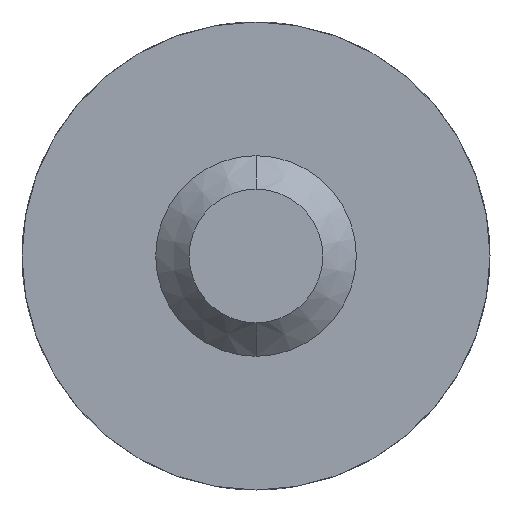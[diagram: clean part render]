
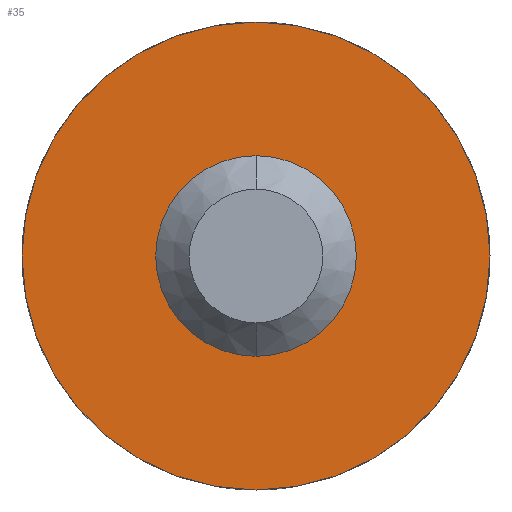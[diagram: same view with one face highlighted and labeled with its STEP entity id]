
A CAD part, front view. The second image highlights one B-rep face of the part: STEP entity #35.
In plain terms, the highlighted planar face has unit normal (0, -1, 0).
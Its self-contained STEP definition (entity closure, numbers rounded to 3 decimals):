
#33 = EDGE_LOOP ( 'NONE', ( #44, #49 ) ) ;
#35 = ADVANCED_FACE ( 'NONE', ( #408, #417 ), #316, .T. ) ;
#39 = EDGE_CURVE ( 'NONE', #199, #113, #422, .T. ) ;
#41 = EDGE_CURVE ( 'NONE', #132, #130, #357, .T. ) ;
#43 = ORIENTED_EDGE ( 'NONE', *, *, #41, .F. ) ;
#44 = ORIENTED_EDGE ( 'NONE', *, *, #157, .T. ) ;
#48 = ORIENTED_EDGE ( 'NONE', *, *, #205, .F. ) ;
#49 = ORIENTED_EDGE ( 'NONE', *, *, #39, .T. ) ;
#50 = EDGE_LOOP ( 'NONE', ( #48, #43 ) ) ;
#113 = VERTEX_POINT ( 'NONE', #578 ) ;
#130 = VERTEX_POINT ( 'NONE', #496 ) ;
#132 = VERTEX_POINT ( 'NONE', #526 ) ;
#157 = EDGE_CURVE ( 'NONE', #113, #199, #591, .T. ) ;
#199 = VERTEX_POINT ( 'NONE', #617 ) ;
#205 = EDGE_CURVE ( 'NONE', #130, #132, #641, .T. ) ;
#316 = PLANE ( 'NONE',  #392 ) ;
#351 = CARTESIAN_POINT ( 'NONE',  ( 0., -0.856, 0. ) ) ;
#357 = CIRCLE ( 'NONE', #385, 3.5 ) ;
#364 = DIRECTION ( 'NONE',  ( 0., -1., 0. ) ) ;
#365 = AXIS2_PLACEMENT_3D ( 'NONE', #421, #420, #419 ) ;
#385 = AXIS2_PLACEMENT_3D ( 'NONE', #351, #397, #396 ) ;
#392 = AXIS2_PLACEMENT_3D ( 'NONE', #439, #364, #416 ) ;
#396 = DIRECTION ( 'NONE',  ( 0., 0., 1. ) ) ;
#397 = DIRECTION ( 'NONE',  ( 0., 1., 0. ) ) ;
#408 = FACE_BOUND ( 'NONE', #33, .T. ) ;
#416 = DIRECTION ( 'NONE',  ( 0., 0., -1. ) ) ;
#417 = FACE_OUTER_BOUND ( 'NONE', #50, .T. ) ;
#419 = DIRECTION ( 'NONE',  ( 0., 0., 1. ) ) ;
#420 = DIRECTION ( 'NONE',  ( 0., 1., 0. ) ) ;
#421 = CARTESIAN_POINT ( 'NONE',  ( 0., -0.856, 0. ) ) ;
#422 = CIRCLE ( 'NONE', #365, 1.2 ) ;
#439 = CARTESIAN_POINT ( 'NONE',  ( -1.2, -0.856, 0. ) ) ;
#489 = DIRECTION ( 'NONE',  ( 0., 1., 0. ) ) ;
#490 = CARTESIAN_POINT ( 'NONE',  ( 0., -0.856, 0. ) ) ;
#496 = CARTESIAN_POINT ( 'NONE',  ( 0., -0.856, 3.5 ) ) ;
#511 = DIRECTION ( 'NONE',  ( 0., 0., 1. ) ) ;
#526 = CARTESIAN_POINT ( 'NONE',  ( 0., -0.856, -3.5 ) ) ;
#541 = AXIS2_PLACEMENT_3D ( 'NONE', #490, #489, #511 ) ;
#578 = CARTESIAN_POINT ( 'NONE',  ( 0., -0.856, 1.2 ) ) ;
#591 = CIRCLE ( 'NONE', #541, 1.2 ) ;
#617 = CARTESIAN_POINT ( 'NONE',  ( 0., -0.856, -1.2 ) ) ;
#624 = CARTESIAN_POINT ( 'NONE',  ( 0., -0.856, 0. ) ) ;
#628 = DIRECTION ( 'NONE',  ( 0., 0., 1. ) ) ;
#629 = DIRECTION ( 'NONE',  ( 0., 1., 0. ) ) ;
#634 = AXIS2_PLACEMENT_3D ( 'NONE', #624, #629, #628 ) ;
#641 = CIRCLE ( 'NONE', #634, 3.5 ) ;
